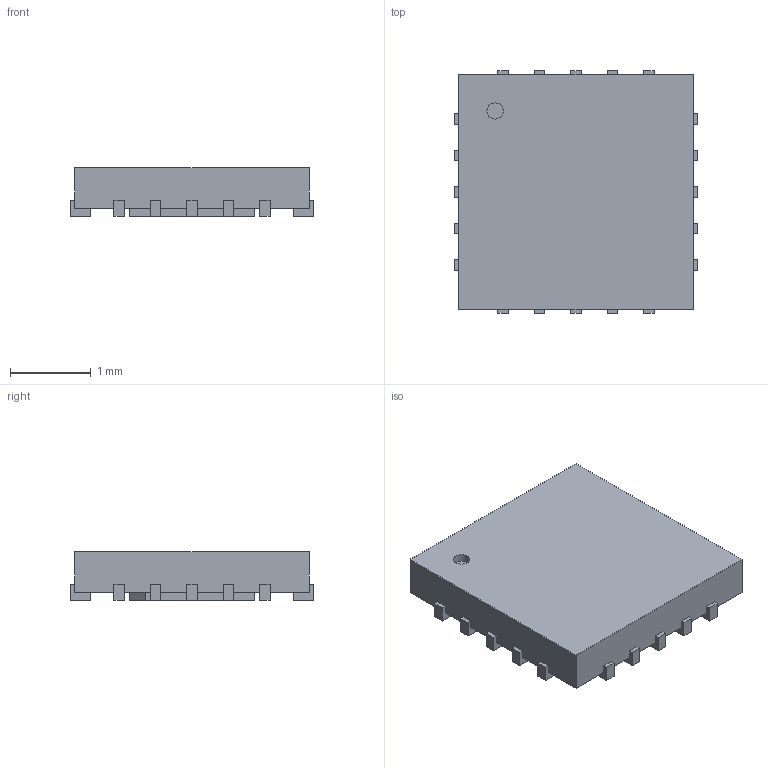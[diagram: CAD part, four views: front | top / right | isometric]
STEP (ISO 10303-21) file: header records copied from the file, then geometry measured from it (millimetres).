
FILE_DESCRIPTION(/* description */ ('model of VQFN-20-1EP_3x3mm_P0.45mm_EP1.55x1.55mm'),/* implementation_level */ '2;1');
FILE_NAME(/* name */ 'VQFN-20-1EP_3x3mm_P0.45mm_EP1.55x1.55mm.step',/* time_stamp */ '2018-11-02T18:20:52',/* author */ ('kicad StepUp','ksu'),/* organization */ ('FreeCAD'),/* preprocessor_version */ 'OCC',/* originating_system */ 'kicad StepUp',/* authorisation */ '');
FILE_SCHEMA(('AUTOMOTIVE_DESIGN { 1 0 10303 214 1 1 1 1 }'));
Length unit declared in the file: millimetre
Products named in the file (1): VQFN_20_1EP_3x3mm_P045mm_EP155x155mm
Bounding box: 3 x 3 x 0.6 mm (x, y, z)
Volume: 4.5 mm3; surface area: 25.3 mm2
Topology: 1 solids, 1 shells, 134 faces, 390 edges, 260 vertices
Faces by surface type: plane 133, cylinder 1
Full cylindrical faces by diameter (mm): 0.2 x1
Entity records: 3053 total; most frequent: ORIENTED_EDGE 674, CARTESIAN_POINT 455, EDGE_CURVE 390, LINE 368, VERTEX_POINT 260, AXIS2_PLACEMENT_3D 136, FACE_BOUND 136, EDGE_LOOP 136
